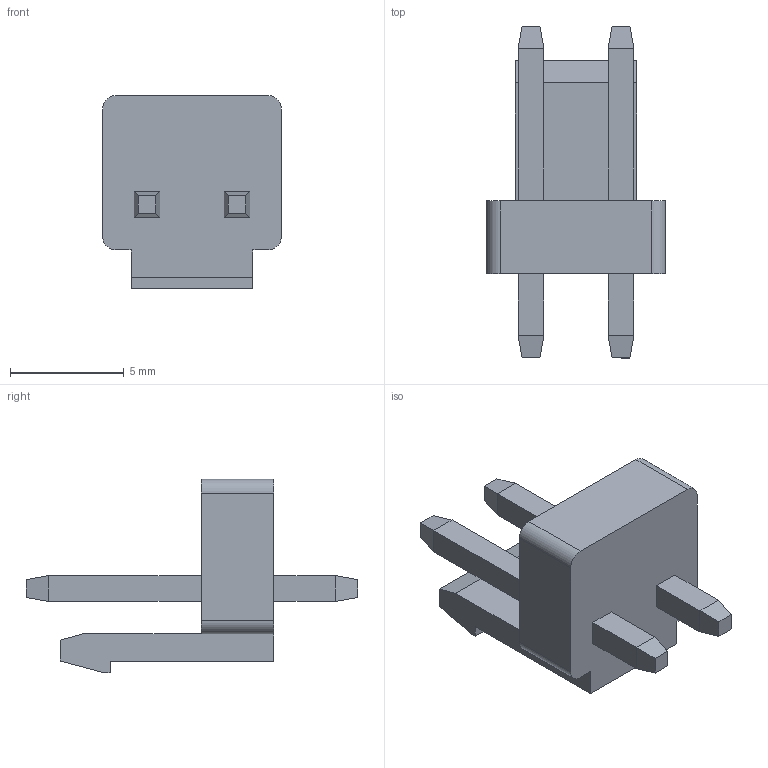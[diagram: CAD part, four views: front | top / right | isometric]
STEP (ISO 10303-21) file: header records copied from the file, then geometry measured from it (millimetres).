
FILE_DESCRIPTION (( 'STEP AP214' ), '1' );
FILE_NAME ('B2P-VH.STEP', '2020-09-04T09:17:01', ( '' ), ( '' ), 'SwSTEP 2.0', 'SolidWorks 2020', '' );
FILE_SCHEMA (( 'AUTOMOTIVE_DESIGN' ));
Length unit declared in the file: millimetre
Products named in the file (1): B2P-VH
Bounding box: 7.86 x 14.6 x 8.5 mm (x, y, z)
Volume: 261.3 mm3; surface area: 400.1 mm2
Topology: 1 solids, 1 shells, 56 faces, 132 edges, 82 vertices
Faces by surface type: plane 52, cylinder 4
Entity records: 1814 total; most frequent: CARTESIAN_POINT 271, ORIENTED_EDGE 264, DIRECTION 254, EDGE_CURVE 132, VECTOR 124, LINE 124, VERTEX_POINT 82, AXIS2_PLACEMENT_3D 65
